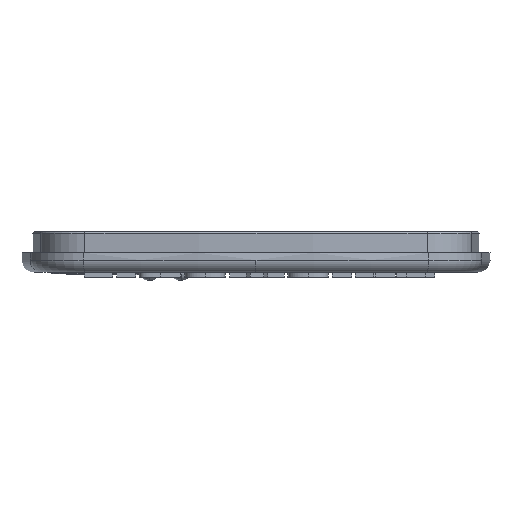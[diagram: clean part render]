
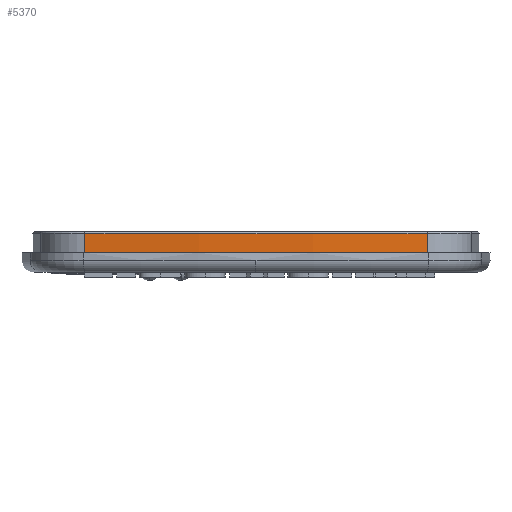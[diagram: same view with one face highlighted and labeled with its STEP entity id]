
A CAD part, left-side view. The second image highlights one B-rep face of the part: STEP entity #5370.
In plain terms, the highlighted cylindrical face has radius 104.814 mm (diameter 209.628 mm), a partial arc.
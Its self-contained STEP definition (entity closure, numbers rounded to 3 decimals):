
#414 = EDGE_CURVE ( 'NONE', #5465, #8312, #8994, .T. ) ;
#1126 = DIRECTION ( 'NONE',  ( 1., 0., 0. ) ) ;
#1305 = CARTESIAN_POINT ( 'NONE',  ( -16.233, -13.838, 0.8 ) ) ;
#1664 = ORIENTED_EDGE ( 'NONE', *, *, #7249, .T. ) ;
#2261 = ORIENTED_EDGE ( 'NONE', *, *, #10153, .F. ) ;
#2293 = VECTOR ( 'NONE', #7558, 1000. ) ;
#2527 = DIRECTION ( 'NONE',  ( -1., 0., 0. ) ) ;
#2772 = AXIS2_PLACEMENT_3D ( 'NONE', #7257, #8053, #2527 ) ;
#3156 = LINE ( 'NONE', #8418, #2293 ) ;
#3708 = CYLINDRICAL_SURFACE ( 'NONE', #8308, 104.814 ) ;
#4628 = CIRCLE ( 'NONE', #5617, 104.814 ) ;
#5298 = CARTESIAN_POINT ( 'NONE',  ( -16.233, 13.838, 0.8 ) ) ;
#5370 = ADVANCED_FACE ( 'NONE', ( #7494 ), #3708, .T. ) ;
#5465 = VERTEX_POINT ( 'NONE', #5298 ) ;
#5617 = AXIS2_PLACEMENT_3D ( 'NONE', #7053, #9459, #9393 ) ;
#5945 = VERTEX_POINT ( 'NONE', #7357 ) ;
#6207 = DIRECTION ( 'NONE',  ( 0., 0., 1. ) ) ;
#6384 = ORIENTED_EDGE ( 'NONE', *, *, #9427, .T. ) ;
#7053 = CARTESIAN_POINT ( 'NONE',  ( 87.664, 0., 2.35 ) ) ;
#7249 = EDGE_CURVE ( 'NONE', #10090, #5945, #4628, .T. ) ;
#7257 = CARTESIAN_POINT ( 'NONE',  ( 87.664, 0., 0.8 ) ) ;
#7335 = CARTESIAN_POINT ( 'NONE',  ( 87.664, 0., -49.566 ) ) ;
#7357 = CARTESIAN_POINT ( 'NONE',  ( -16.233, 13.838, 2.35 ) ) ;
#7494 = FACE_OUTER_BOUND ( 'NONE', #8249, .T. ) ;
#7558 = DIRECTION ( 'NONE',  ( 0., 0., 1. ) ) ;
#7916 = ORIENTED_EDGE ( 'NONE', *, *, #414, .T. ) ;
#8053 = DIRECTION ( 'NONE',  ( 0., 0., 1. ) ) ;
#8249 = EDGE_LOOP ( 'NONE', ( #6384, #1664, #2261, #7916 ) ) ;
#8308 = AXIS2_PLACEMENT_3D ( 'NONE', #7335, #9787, #1126 ) ;
#8312 = VERTEX_POINT ( 'NONE', #1305 ) ;
#8418 = CARTESIAN_POINT ( 'NONE',  ( -16.233, 13.838, -49.566 ) ) ;
#8788 = LINE ( 'NONE', #10062, #9030 ) ;
#8994 = CIRCLE ( 'NONE', #2772, 104.814 ) ;
#9030 = VECTOR ( 'NONE', #6207, 1000. ) ;
#9393 = DIRECTION ( 'NONE',  ( 1., 0., 0. ) ) ;
#9427 = EDGE_CURVE ( 'NONE', #8312, #10090, #8788, .T. ) ;
#9459 = DIRECTION ( 'NONE',  ( 0., 0., -1. ) ) ;
#9726 = CARTESIAN_POINT ( 'NONE',  ( -16.233, -13.838, 2.35 ) ) ;
#9787 = DIRECTION ( 'NONE',  ( 0., 0., 1. ) ) ;
#10062 = CARTESIAN_POINT ( 'NONE',  ( -16.233, -13.838, -49.566 ) ) ;
#10090 = VERTEX_POINT ( 'NONE', #9726 ) ;
#10153 = EDGE_CURVE ( 'NONE', #5465, #5945, #3156, .T. ) ;
